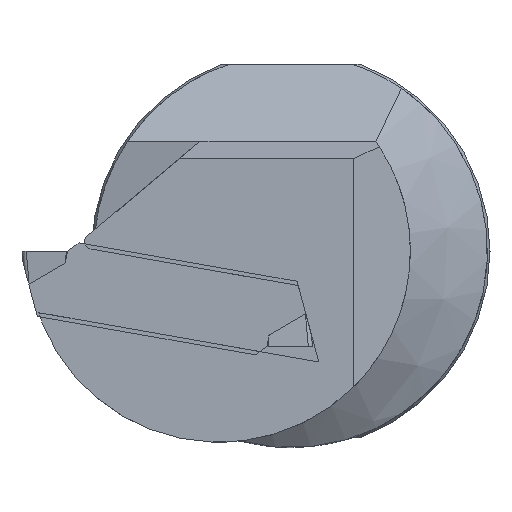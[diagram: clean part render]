
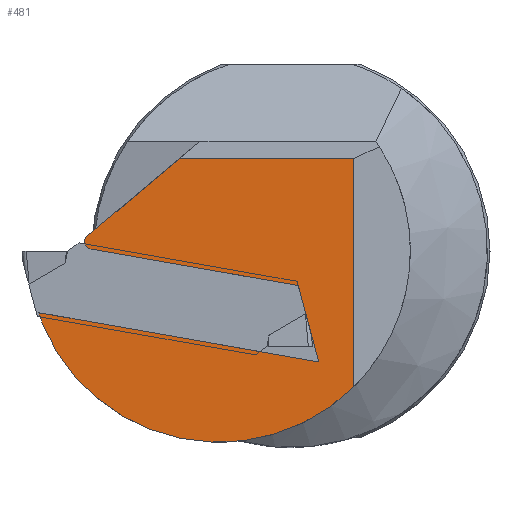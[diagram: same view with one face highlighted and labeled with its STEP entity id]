
A CAD part, left-side view. The second image highlights one B-rep face of the part: STEP entity #481.
In plain terms, the highlighted planar face has unit normal (-1, 0, 0).
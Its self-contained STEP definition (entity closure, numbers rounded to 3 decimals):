
#54=CIRCLE('',#1350,23.);
#55=CIRCLE('',#1351,19.2);
#56=CIRCLE('',#1352,0.8);
#481=ADVANCED_FACE('',(#568),#528,.T.);
#528=PLANE('',#1353);
#568=FACE_OUTER_BOUND('',#618,.T.);
#618=EDGE_LOOP('',(#791,#792,#793,#794,#795,#796,#797,#798,#799));
#791=ORIENTED_EDGE('',*,*,#1076,.T.);
#792=ORIENTED_EDGE('',*,*,#1077,.T.);
#793=ORIENTED_EDGE('',*,*,#1078,.F.);
#794=ORIENTED_EDGE('',*,*,#1079,.F.);
#795=ORIENTED_EDGE('',*,*,#1080,.F.);
#796=ORIENTED_EDGE('',*,*,#1081,.T.);
#797=ORIENTED_EDGE('',*,*,#1082,.T.);
#798=ORIENTED_EDGE('',*,*,#1083,.T.);
#799=ORIENTED_EDGE('',*,*,#1084,.T.);
#969=VERTEX_POINT('',#1788);
#970=VERTEX_POINT('',#1789);
#971=VERTEX_POINT('',#1791);
#972=VERTEX_POINT('',#1793);
#973=VERTEX_POINT('',#1795);
#974=VERTEX_POINT('',#1797);
#975=VERTEX_POINT('',#1799);
#976=VERTEX_POINT('',#1801);
#977=VERTEX_POINT('',#1803);
#1076=EDGE_CURVE('',#969,#970,#1192,.T.);
#1077=EDGE_CURVE('',#970,#971,#54,.T.);
#1078=EDGE_CURVE('',#972,#971,#55,.T.);
#1079=EDGE_CURVE('',#973,#972,#1193,.T.);
#1080=EDGE_CURVE('',#974,#973,#1194,.T.);
#1081=EDGE_CURVE('',#974,#975,#1195,.T.);
#1082=EDGE_CURVE('',#975,#976,#56,.T.);
#1083=EDGE_CURVE('',#976,#977,#1196,.T.);
#1084=EDGE_CURVE('',#977,#969,#1197,.T.);
#1192=LINE('',#1787,#1276);
#1193=LINE('',#1794,#1277);
#1194=LINE('',#1796,#1278);
#1195=LINE('',#1798,#1279);
#1196=LINE('',#1802,#1280);
#1197=LINE('',#1804,#1281);
#1276=VECTOR('',#1528,1.);
#1277=VECTOR('',#1533,1.);
#1278=VECTOR('',#1534,1.);
#1279=VECTOR('',#1535,1.);
#1280=VECTOR('',#1538,1.);
#1281=VECTOR('',#1539,1.);
#1350=AXIS2_PLACEMENT_3D('',#1790,#1529,#1530);
#1351=AXIS2_PLACEMENT_3D('',#1792,#1531,#1532);
#1352=AXIS2_PLACEMENT_3D('',#1800,#1536,#1537);
#1353=AXIS2_PLACEMENT_3D('',#1805,#1540,#1541);
#1528=DIRECTION('',(0.,0.985,0.174));
#1529=DIRECTION('',(-1.,0.,0.));
#1530=DIRECTION('',(0.,1.,0.));
#1531=DIRECTION('',(1.,0.,0.));
#1532=DIRECTION('',(0.,1.,0.));
#1533=DIRECTION('',(0.,0.,-1.));
#1534=DIRECTION('',(0.,-1.,0.));
#1535=DIRECTION('',(0.,0.766,-0.643));
#1536=DIRECTION('',(-1.,0.,0.));
#1537=DIRECTION('',(0.,1.,0.));
#1538=DIRECTION('',(0.,-0.985,-0.174));
#1539=DIRECTION('',(0.,-0.259,-0.966));
#1540=DIRECTION('',(-1.,0.,0.));
#1541=DIRECTION('',(0.,1.,0.));
#1787=CARTESIAN_POINT('',(0.3,1.821,-10.329));
#1788=CARTESIAN_POINT('',(0.3,-2.795,-11.143));
#1789=CARTESIAN_POINT('',(0.3,25.302,-6.189));
#1790=CARTESIAN_POINT('',(0.3,3.15,0.));
#1791=CARTESIAN_POINT('',(0.3,24.973,-7.265));
#1792=CARTESIAN_POINT('',(0.3,7.2,0.));
#1793=CARTESIAN_POINT('',(0.3,-6.3,-13.652));
#1794=CARTESIAN_POINT('',(0.3,-6.3,0.));
#1795=CARTESIAN_POINT('',(0.3,-6.3,9.275));
#1796=CARTESIAN_POINT('',(0.3,0.,9.275));
#1797=CARTESIAN_POINT('',(0.3,11.184,9.275));
#1798=CARTESIAN_POINT('',(0.3,9.188,10.95));
#1799=CARTESIAN_POINT('',(0.3,20.596,1.378));
#1800=CARTESIAN_POINT('',(0.3,19.9,0.982));
#1801=CARTESIAN_POINT('',(0.3,20.039,0.194));
#1802=CARTESIAN_POINT('',(0.3,0.571,-3.239));
#1803=CARTESIAN_POINT('',(0.3,-0.739,-3.47));
#1804=CARTESIAN_POINT('',(0.3,0.178,-0.048));
#1805=CARTESIAN_POINT('',(0.3,0.,0.));
